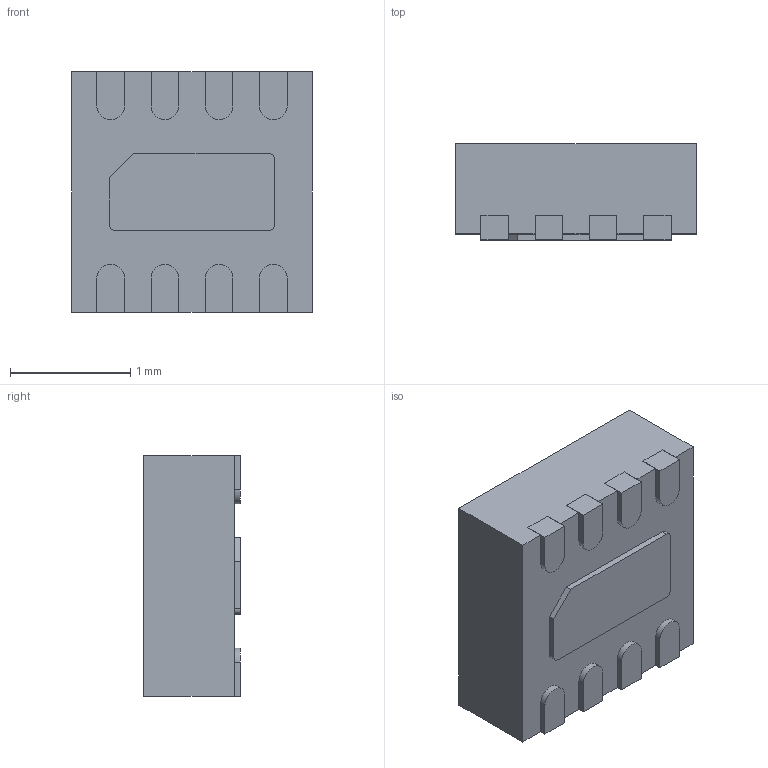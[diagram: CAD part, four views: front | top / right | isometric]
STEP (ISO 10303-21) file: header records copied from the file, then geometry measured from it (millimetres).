
FILE_DESCRIPTION (( 'STEP AP214' ), '1' );
FILE_NAME ('LTC2960HDC-1#TRMPBF.STEP', '2020-05-03T20:01:05', ( '' ), ( '' ), 'SwSTEP 2.0', 'SolidWorks 2017', '' );
FILE_SCHEMA (( 'AUTOMOTIVE_DESIGN' ));
Length unit declared in the file: millimetre
Products named in the file (1): LTC2960HDC-1#TRMPBF
Bounding box: 2 x 0.8 x 2 mm (x, y, z)
Volume: 3.1 mm3; surface area: 21.4 mm2
Topology: 11 solids, 11 shells, 124 faces, 300 edges, 200 vertices
Faces by surface type: plane 94, cylinder 30
Entity records: 3728 total; most frequent: CARTESIAN_POINT 625, DIRECTION 610, ORIENTED_EDGE 600, EDGE_CURVE 300, VECTOR 240, LINE 240, VERTEX_POINT 200, AXIS2_PLACEMENT_3D 185
